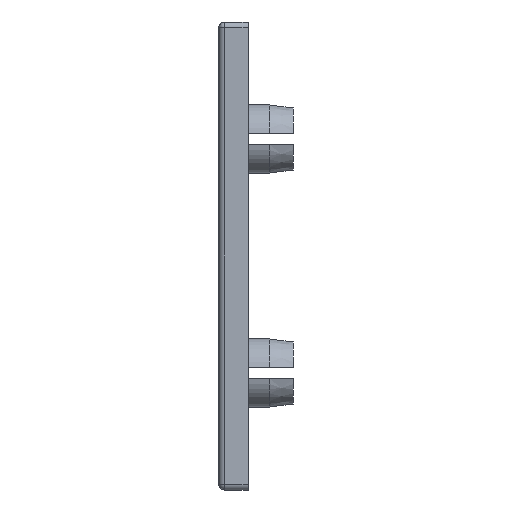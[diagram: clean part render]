
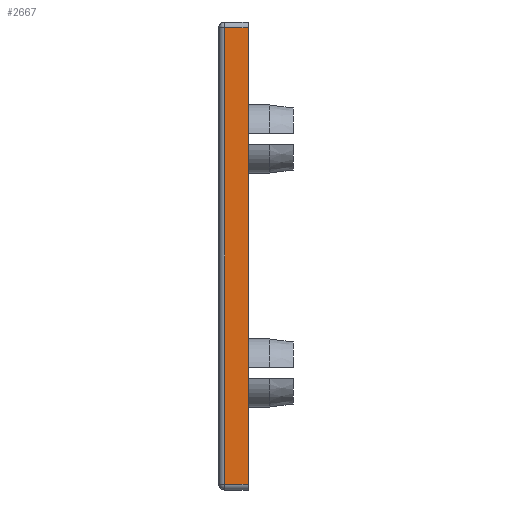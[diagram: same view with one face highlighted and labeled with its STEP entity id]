
A CAD part, left-side view. The second image highlights one B-rep face of the part: STEP entity #2667.
In plain terms, the highlighted planar face has unit normal (-1, 0, 0).
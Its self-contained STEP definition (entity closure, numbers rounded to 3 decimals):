
#99 = VERTEX_POINT ( 'NONE', #3549 ) ;
#343 = DIRECTION ( 'NONE',  ( 0., 0., -1. ) ) ;
#350 = EDGE_CURVE ( 'NONE', #2531, #99, #6445, .T. ) ;
#590 = EDGE_LOOP ( 'NONE', ( #6490, #1576, #3241, #1777 ) ) ;
#925 = EDGE_CURVE ( 'NONE', #99, #5363, #4165, .T. ) ;
#1173 = CARTESIAN_POINT ( 'NONE',  ( -80., 0., -40. ) ) ;
#1369 = VECTOR ( 'NONE', #3689, 1000. ) ;
#1435 = FACE_OUTER_BOUND ( 'NONE', #590, .T. ) ;
#1576 = ORIENTED_EDGE ( 'NONE', *, *, #350, .T. ) ;
#1777 = ORIENTED_EDGE ( 'NONE', *, *, #5790, .T. ) ;
#2132 = DIRECTION ( 'NONE',  ( 0., 0., -1. ) ) ;
#2531 = VERTEX_POINT ( 'NONE', #3558 ) ;
#2650 = CARTESIAN_POINT ( 'NONE',  ( -80., 5., -39. ) ) ;
#2667 = ADVANCED_FACE ( 'NONE', ( #1435 ), #5704, .F. ) ;
#2759 = CARTESIAN_POINT ( 'NONE',  ( -80., 4., -39. ) ) ;
#2917 = CARTESIAN_POINT ( 'NONE',  ( -80., 4., -40. ) ) ;
#3241 = ORIENTED_EDGE ( 'NONE', *, *, #925, .T. ) ;
#3549 = CARTESIAN_POINT ( 'NONE',  ( -80., 4., 39. ) ) ;
#3558 = CARTESIAN_POINT ( 'NONE',  ( -80., 0., 39. ) ) ;
#3689 = DIRECTION ( 'NONE',  ( 0., -1., 0. ) ) ;
#3768 = EDGE_CURVE ( 'NONE', #4484, #2531, #5060, .T. ) ;
#4040 = VECTOR ( 'NONE', #6182, 1000. ) ;
#4162 = CARTESIAN_POINT ( 'NONE',  ( -80., 5., -40. ) ) ;
#4165 = LINE ( 'NONE', #2917, #6170 ) ;
#4251 = CARTESIAN_POINT ( 'NONE',  ( -80., 0., -39. ) ) ;
#4484 = VERTEX_POINT ( 'NONE', #4251 ) ;
#5060 = LINE ( 'NONE', #1173, #6248 ) ;
#5167 = CARTESIAN_POINT ( 'NONE',  ( -80., 5., 39. ) ) ;
#5224 = DIRECTION ( 'NONE',  ( 1., 0., 0. ) ) ;
#5304 = DIRECTION ( 'NONE',  ( 0., 0., 1. ) ) ;
#5323 = LINE ( 'NONE', #2650, #1369 ) ;
#5363 = VERTEX_POINT ( 'NONE', #2759 ) ;
#5704 = PLANE ( 'NONE',  #5812 ) ;
#5790 = EDGE_CURVE ( 'NONE', #5363, #4484, #5323, .T. ) ;
#5812 = AXIS2_PLACEMENT_3D ( 'NONE', #4162, #5224, #2132 ) ;
#6170 = VECTOR ( 'NONE', #343, 1000. ) ;
#6182 = DIRECTION ( 'NONE',  ( 0., 1., 0. ) ) ;
#6248 = VECTOR ( 'NONE', #5304, 1000. ) ;
#6445 = LINE ( 'NONE', #5167, #4040 ) ;
#6490 = ORIENTED_EDGE ( 'NONE', *, *, #3768, .T. ) ;
